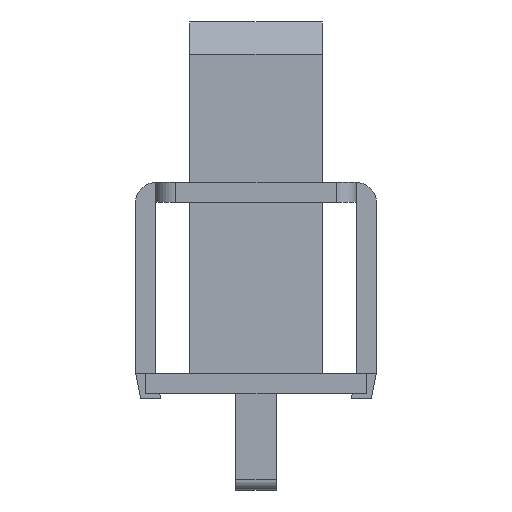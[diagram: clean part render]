
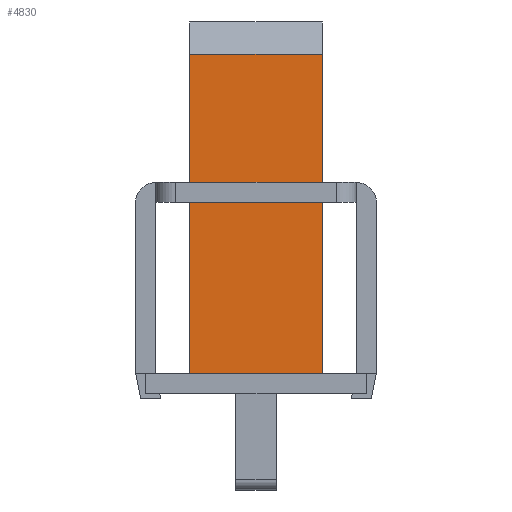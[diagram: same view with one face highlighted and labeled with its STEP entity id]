
A CAD part, left-side view. The second image highlights one B-rep face of the part: STEP entity #4830.
In plain terms, the highlighted planar face has unit normal (-1, 0, 0).
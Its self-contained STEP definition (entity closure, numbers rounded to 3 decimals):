
#4830 = ADVANCED_FACE('',(#4831),#4865,.F.);
#4831 = FACE_BOUND('',#4832,.F.);
#4832 = EDGE_LOOP('',(#4833,#4843,#4851,#4859));
#4833 = ORIENTED_EDGE('',*,*,#4834,.F.);
#4834 = EDGE_CURVE('',#4835,#4837,#4839,.T.);
#4835 = VERTEX_POINT('',#4836);
#4836 = CARTESIAN_POINT('',(-2.95,1.65,-4.77));
#4837 = VERTEX_POINT('',#4838);
#4838 = CARTESIAN_POINT('',(-2.95,-1.65,-4.77));
#4839 = LINE('',#4840,#4841);
#4840 = CARTESIAN_POINT('',(-2.95,1.65,-4.77));
#4841 = VECTOR('',#4842,1.);
#4842 = DIRECTION('',(0.,-1.,0.));
#4843 = ORIENTED_EDGE('',*,*,#4844,.T.);
#4844 = EDGE_CURVE('',#4835,#4845,#4847,.T.);
#4845 = VERTEX_POINT('',#4846);
#4846 = CARTESIAN_POINT('',(-2.95,1.65,3.2));
#4847 = LINE('',#4848,#4849);
#4848 = CARTESIAN_POINT('',(-2.95,1.65,-4.77));
#4849 = VECTOR('',#4850,1.);
#4850 = DIRECTION('',(0.,0.,1.));
#4851 = ORIENTED_EDGE('',*,*,#4852,.F.);
#4852 = EDGE_CURVE('',#4853,#4845,#4855,.T.);
#4853 = VERTEX_POINT('',#4854);
#4854 = CARTESIAN_POINT('',(-2.95,-1.65,3.2));
#4855 = LINE('',#4856,#4857);
#4856 = CARTESIAN_POINT('',(-2.95,-11.761,3.2));
#4857 = VECTOR('',#4858,1.);
#4858 = DIRECTION('',(0.,1.,0.));
#4859 = ORIENTED_EDGE('',*,*,#4860,.F.);
#4860 = EDGE_CURVE('',#4837,#4853,#4861,.T.);
#4861 = LINE('',#4862,#4863);
#4862 = CARTESIAN_POINT('',(-2.95,-1.65,-4.77));
#4863 = VECTOR('',#4864,1.);
#4864 = DIRECTION('',(0.,0.,1.));
#4865 = PLANE('',#4866);
#4866 = AXIS2_PLACEMENT_3D('',#4867,#4868,#4869);
#4867 = CARTESIAN_POINT('',(-2.95,1.65,-4.77));
#4868 = DIRECTION('',(1.,0.,0.));
#4869 = DIRECTION('',(0.,-1.,0.));
